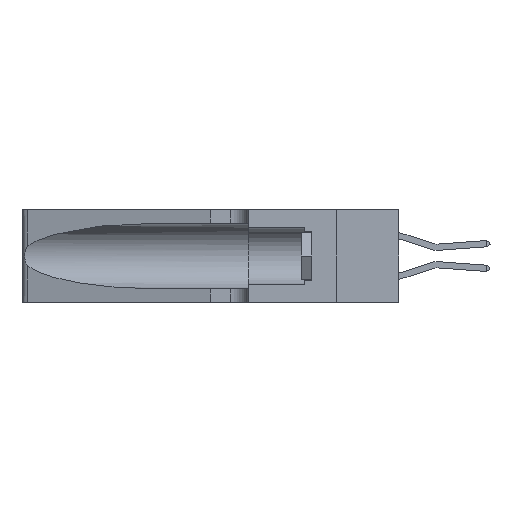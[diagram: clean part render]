
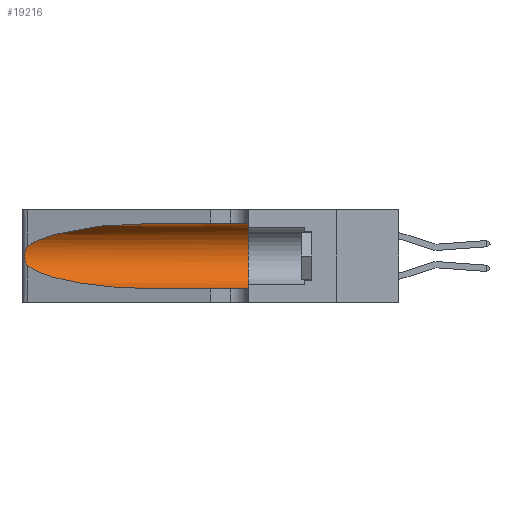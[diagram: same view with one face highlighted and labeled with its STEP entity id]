
A CAD part, left-side view. The second image highlights one B-rep face of the part: STEP entity #19216.
In plain terms, the highlighted cylindrical face has radius 3.308 mm (diameter 6.617 mm), a partial arc.
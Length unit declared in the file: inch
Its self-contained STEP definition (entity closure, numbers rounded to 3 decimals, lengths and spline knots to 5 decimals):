
#3 = EDGE_CURVE ( 'NONE', #12795, #4242, #616, .T. ) ;
#283 = CARTESIAN_POINT ( 'NONE',  ( 0.1305, 1.61858, 0.05475 ) ) ;
#616 = LINE ( 'NONE', #283, #1176 ) ;
#1032 = CARTESIAN_POINT ( 'NONE',  ( 0.1305, 0.72297, 0.31525 ) ) ;
#1072 = ORIENTED_EDGE ( 'NONE', *, *, #9831, .T. ) ;
#1075 = CARTESIAN_POINT ( 'NONE',  ( 0.25789, 1.23486, 0.15765 ) ) ;
#1161 = CARTESIAN_POINT ( 'NONE',  ( 0.26075, 1.23896, 0.178 ) ) ;
#1176 = VECTOR ( 'NONE', #20906, 39.37008 ) ;
#1311 = ORIENTED_EDGE ( 'NONE', *, *, #3, .T. ) ;
#1639 = DIRECTION ( 'NONE',  ( 0., -1., 0. ) ) ;
#2520 = CARTESIAN_POINT ( 'NONE',  ( 0.25487, 1.22718, 0.22369 ) ) ;
#2754 = EDGE_CURVE ( 'NONE', #13136, #4242, #4830, .T. ) ;
#3114 = VERTEX_POINT ( 'NONE', #4618 ) ;
#4100 = CARTESIAN_POINT ( 'NONE',  ( 0.25639, 1.23184, 0.21858 ) ) ;
#4242 = VERTEX_POINT ( 'NONE', #13937 ) ;
#4270 = EDGE_LOOP ( 'NONE', ( #21440, #1072, #14710, #1311, #7897, #16788 ) ) ;
#4484 = CARTESIAN_POINT ( 'NONE',  ( 0.26018, 1.23835, 0.19895 ) ) ;
#4618 = CARTESIAN_POINT ( 'NONE',  ( 0.25487, 1.22718, 0.22369 ) ) ;
#4680 = CARTESIAN_POINT ( 'NONE',  ( 0.18966, 0.96281, 0.31525 ) ) ;
#4830 = CIRCLE ( 'NONE', #12895, 0.13025 ) ;
#5400 = EDGE_CURVE ( 'NONE', #8964, #13136, #7153, .T. ) ;
#6452 = CARTESIAN_POINT ( 'NONE',  ( 0.25487, 1.22718, 0.14631 ) ) ;
#6531 = CARTESIAN_POINT ( 'NONE',  ( 0.1305, 0.72297, 0.05475 ) ) ;
#6831 = B_SPLINE_CURVE_WITH_KNOTS ( 'NONE', 3,
 ( #2520, #21170, #4100, #10971, #13063, #4484, #16634, #1161, #14733, #18290, #1075, #16704, #19832, #11519 ),
 .UNSPECIFIED., .F., .F.,
 ( 4, 2, 2, 2, 2, 2, 4 ),
 ( 0., 0.00027, 0.00053, 0.00107, 0.0016, 0.00187, 0.00214 ),
 .UNSPECIFIED. ) ;
#6840 = DIRECTION ( 'NONE',  ( 0., -1., 0. ) ) ;
#7153 = LINE ( 'NONE', #13916, #7951 ) ;
#7897 = ORIENTED_EDGE ( 'NONE', *, *, #2754, .F. ) ;
#7951 = VECTOR ( 'NONE', #1639, 39.37008 ) ;
#8964 = VERTEX_POINT ( 'NONE', #17874 ) ;
#8984 = CARTESIAN_POINT ( 'NONE',  ( 0.1305, 0.72297, 0.05475 ) ) ;
#9831 = EDGE_CURVE ( 'NONE', #3114, #18797, #6831, .T. ) ;
#10141 = CARTESIAN_POINT ( 'NONE',  ( 0.18966, 0.96281, 0.05475 ) ) ;
#10178 = CARTESIAN_POINT ( 'NONE',  ( 0.25487, 1.22718, 0.14631 ) ) ;
#10231 = CARTESIAN_POINT ( 'NONE',  ( 0.1305, 1.61858, 0.185 ) ) ;
#10971 = CARTESIAN_POINT ( 'NONE',  ( 0.25787, 1.23484, 0.2124 ) ) ;
#11519 = CARTESIAN_POINT ( 'NONE',  ( 0.25487, 1.22718, 0.14631 ) ) ;
#11969 = DIRECTION ( 'NONE',  ( 0., 0., -1. ) ) ;
#12715 = DIRECTION ( 'NONE',  ( 0., 1., 0. ) ) ;
#12795 = VERTEX_POINT ( 'NONE', #8984 ) ;
#12895 = AXIS2_PLACEMENT_3D ( 'NONE', #19615, #12715, #13005 ) ;
#12906 = CYLINDRICAL_SURFACE ( 'NONE', #16376, 0.13025 ) ;
#13005 = DIRECTION ( 'NONE',  ( 0., 0., 1. ) ) ;
#13063 = CARTESIAN_POINT ( 'NONE',  ( 0.25854, 1.2359, 0.20912 ) ) ;
#13136 = VERTEX_POINT ( 'NONE', #17900 ) ;
#13916 = CARTESIAN_POINT ( 'NONE',  ( 0.1305, 1.61858, 0.31525 ) ) ;
#13937 = CARTESIAN_POINT ( 'NONE',  ( 0.1305, 0.35, 0.05475 ) ) ;
#14068 =( BOUNDED_CURVE ( )  B_SPLINE_CURVE ( 3, ( #1032, #4680, #16592, #18163 ),
 .UNSPECIFIED., .F., .T. ) 
 B_SPLINE_CURVE_WITH_KNOTS ( ( 4, 4 ),
 ( 1.5708, 2.84003 ),
 .UNSPECIFIED. ) 
 CURVE ( )  GEOMETRIC_REPRESENTATION_ITEM ( )  RATIONAL_B_SPLINE_CURVE ( ( 1., 0.87, 0.87, 1. ) ) 
 REPRESENTATION_ITEM ( '' )  );
#14710 = ORIENTED_EDGE ( 'NONE', *, *, #19907, .T. ) ;
#14733 = CARTESIAN_POINT ( 'NONE',  ( 0.26017, 1.23833, 0.17102 ) ) ;
#15033 = CARTESIAN_POINT ( 'NONE',  ( 0.2373, 1.15595, 0.08982 ) ) ;
#15604 = FACE_OUTER_BOUND ( 'NONE', #4270, .T. ) ;
#16376 = AXIS2_PLACEMENT_3D ( 'NONE', #10231, #6840, #11969 ) ;
#16592 = CARTESIAN_POINT ( 'NONE',  ( 0.2373, 1.15595, 0.28018 ) ) ;
#16634 = CARTESIAN_POINT ( 'NONE',  ( 0.26075, 1.23896, 0.19203 ) ) ;
#16704 = CARTESIAN_POINT ( 'NONE',  ( 0.25639, 1.23186, 0.15144 ) ) ;
#16788 = ORIENTED_EDGE ( 'NONE', *, *, #5400, .F. ) ;
#17874 = CARTESIAN_POINT ( 'NONE',  ( 0.1305, 0.72297, 0.31525 ) ) ;
#17900 = CARTESIAN_POINT ( 'NONE',  ( 0.1305, 0.35, 0.31525 ) ) ;
#18163 = CARTESIAN_POINT ( 'NONE',  ( 0.25487, 1.22718, 0.22369 ) ) ;
#18290 = CARTESIAN_POINT ( 'NONE',  ( 0.25856, 1.23593, 0.16098 ) ) ;
#18797 = VERTEX_POINT ( 'NONE', #10178 ) ;
#19216 = ADVANCED_FACE ( 'NONE', ( #15604 ), #12906, .F. ) ;
#19615 = CARTESIAN_POINT ( 'NONE',  ( 0.1305, 0.35, 0.185 ) ) ;
#19832 = CARTESIAN_POINT ( 'NONE',  ( 0.25555, 1.22993, 0.14849 ) ) ;
#19907 = EDGE_CURVE ( 'NONE', #18797, #12795, #22066, .T. ) ;
#20906 = DIRECTION ( 'NONE',  ( 0., -1., 0. ) ) ;
#20948 = EDGE_CURVE ( 'NONE', #8964, #3114, #14068, .T. ) ;
#21170 = CARTESIAN_POINT ( 'NONE',  ( 0.25555, 1.22994, 0.2215 ) ) ;
#21440 = ORIENTED_EDGE ( 'NONE', *, *, #20948, .T. ) ;
#22066 =( BOUNDED_CURVE ( )  B_SPLINE_CURVE ( 3, ( #6452, #15033, #10141, #6531 ),
 .UNSPECIFIED., .F., .F. ) 
 B_SPLINE_CURVE_WITH_KNOTS ( ( 4, 4 ),
 ( 3.44316, 4.71239 ),
 .UNSPECIFIED. ) 
 CURVE ( )  GEOMETRIC_REPRESENTATION_ITEM ( )  RATIONAL_B_SPLINE_CURVE ( ( 1., 0.87, 0.87, 1. ) ) 
 REPRESENTATION_ITEM ( '' )  );
